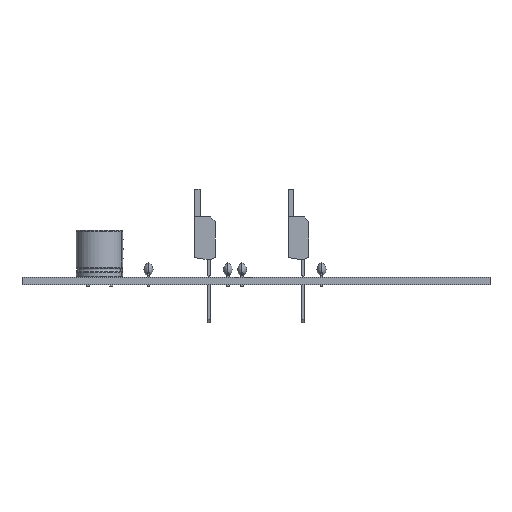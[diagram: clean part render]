
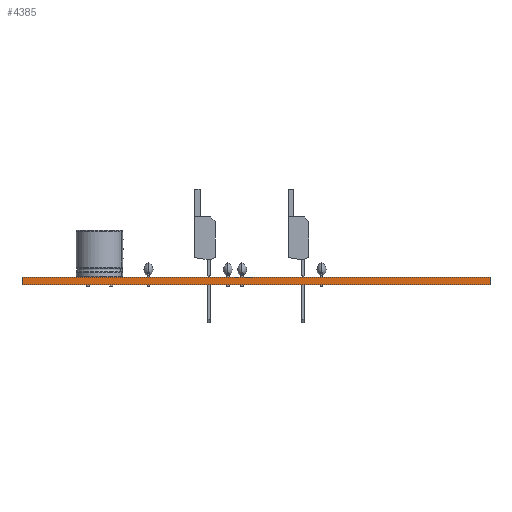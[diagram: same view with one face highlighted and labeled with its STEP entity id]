
A CAD part, front view. The second image highlights one B-rep face of the part: STEP entity #4385.
In plain terms, the highlighted planar face has unit normal (0, -1, 0).
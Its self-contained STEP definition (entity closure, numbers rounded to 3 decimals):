
#4385 = ADVANCED_FACE('',(#4386),#4420,.T.);
#4386 = FACE_BOUND('',#4387,.T.);
#4387 = EDGE_LOOP('',(#4388,#4398,#4406,#4414));
#4388 = ORIENTED_EDGE('',*,*,#4389,.T.);
#4389 = EDGE_CURVE('',#4390,#4392,#4394,.T.);
#4390 = VERTEX_POINT('',#4391);
#4391 = CARTESIAN_POINT('',(200.,-150.,0.));
#4392 = VERTEX_POINT('',#4393);
#4393 = CARTESIAN_POINT('',(200.,-150.,1.6));
#4394 = LINE('',#4395,#4396);
#4395 = CARTESIAN_POINT('',(200.,-150.,0.));
#4396 = VECTOR('',#4397,1.);
#4397 = DIRECTION('',(0.,0.,1.));
#4398 = ORIENTED_EDGE('',*,*,#4399,.T.);
#4399 = EDGE_CURVE('',#4392,#4400,#4402,.T.);
#4400 = VERTEX_POINT('',#4401);
#4401 = CARTESIAN_POINT('',(100.,-150.,1.6));
#4402 = LINE('',#4403,#4404);
#4403 = CARTESIAN_POINT('',(200.,-150.,1.6));
#4404 = VECTOR('',#4405,1.);
#4405 = DIRECTION('',(-1.,0.,0.));
#4406 = ORIENTED_EDGE('',*,*,#4407,.F.);
#4407 = EDGE_CURVE('',#4408,#4400,#4410,.T.);
#4408 = VERTEX_POINT('',#4409);
#4409 = CARTESIAN_POINT('',(100.,-150.,0.));
#4410 = LINE('',#4411,#4412);
#4411 = CARTESIAN_POINT('',(100.,-150.,0.));
#4412 = VECTOR('',#4413,1.);
#4413 = DIRECTION('',(0.,0.,1.));
#4414 = ORIENTED_EDGE('',*,*,#4415,.F.);
#4415 = EDGE_CURVE('',#4390,#4408,#4416,.T.);
#4416 = LINE('',#4417,#4418);
#4417 = CARTESIAN_POINT('',(200.,-150.,0.));
#4418 = VECTOR('',#4419,1.);
#4419 = DIRECTION('',(-1.,0.,0.));
#4420 = PLANE('',#4421);
#4421 = AXIS2_PLACEMENT_3D('',#4422,#4423,#4424);
#4422 = CARTESIAN_POINT('',(200.,-150.,0.));
#4423 = DIRECTION('',(0.,-1.,0.));
#4424 = DIRECTION('',(-1.,0.,0.));
